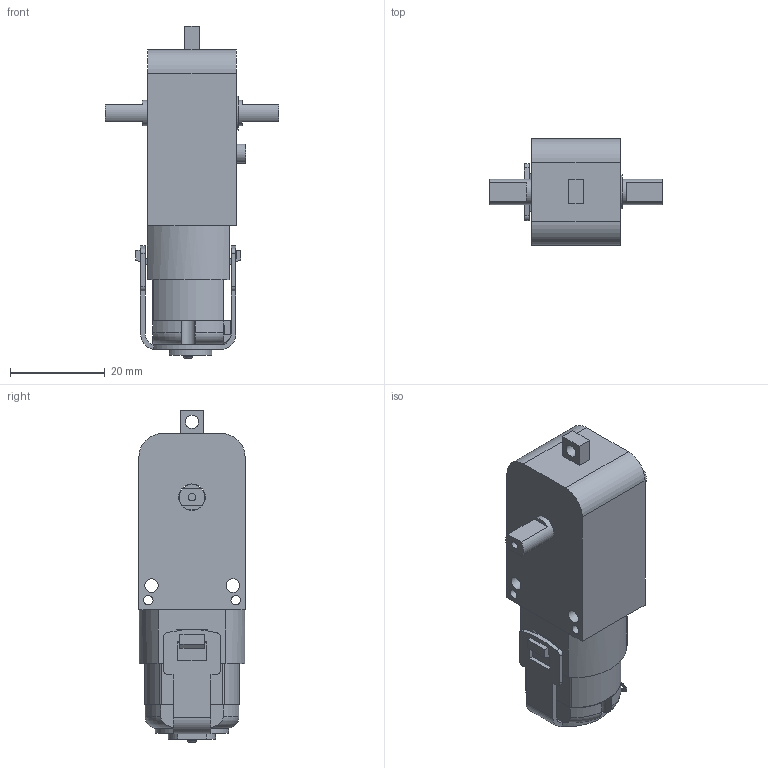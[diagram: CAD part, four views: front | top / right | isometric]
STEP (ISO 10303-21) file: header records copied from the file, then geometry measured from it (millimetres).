
FILE_DESCRIPTION(('FreeCAD Model'),'2;1');
FILE_NAME('PlasticGearMotor.step','2015-07-17T12:17:43',('Author'),(''), 'Open CASCADE STEP processor 6.8','FreeCAD','Unknown');
FILE_SCHEMA(('AUTOMOTIVE_DESIGN_CC2 { 1 2 10303 214 -1 1 5 4 }'));
Length unit declared in the file: millimetre
Products named in the file (3): CarcasaUnion; Fusion013; Brida
Bounding box: 36.8 x 22.5 x 70.25 mm (x, y, z)
Volume: 23265.8 mm3; surface area: 11521.1 mm2
Topology: 6 solids, 6 shells, 376 faces, 1000 edges, 654 vertices
Faces by surface type: plane 204, cylinder 109, extrusion 34, bspline 20, torus 7, revolution 2
Full cylindrical faces by diameter (mm): 1.6 x2, 2 x5, 2.3 x2, 2.8 x1, 2.9 x2, 3 x1, 3.7 x2, 3.8 x2, 4 x1, 5.4 x1, 5.6 x1, 5.9 x1, 5.95 x1, 6 x1, 6.15 x1, 7.2 x1
Entity records: 54620 total; most frequent: CARTESIAN_POINT 33365, DIRECTION 3153, ORIENTED_EDGE 2000, PCURVE 2000, DEFINITIONAL_REPRESENTATION 2000, VECTOR 1786, LINE 1752, EDGE_CURVE 1000
